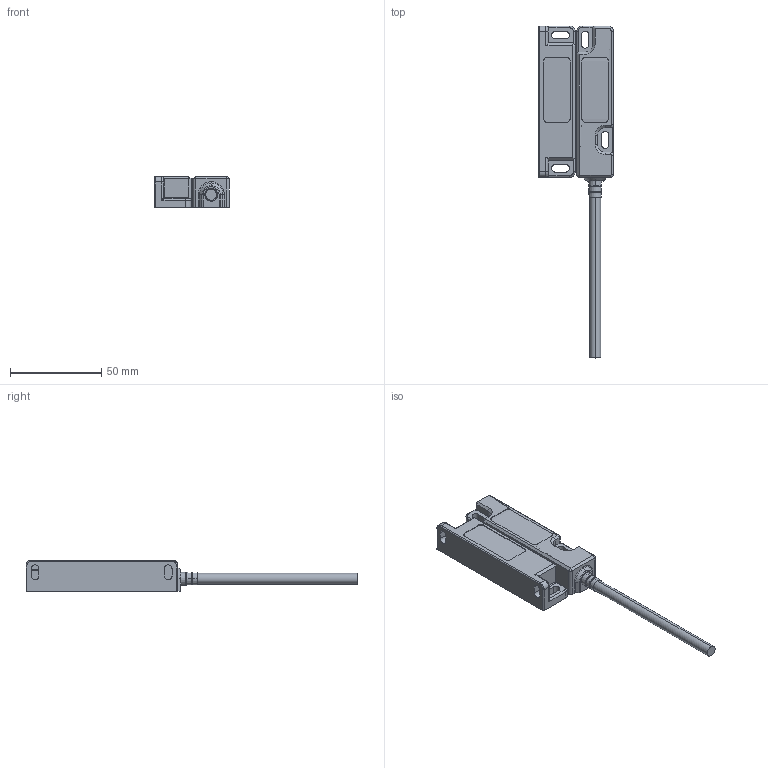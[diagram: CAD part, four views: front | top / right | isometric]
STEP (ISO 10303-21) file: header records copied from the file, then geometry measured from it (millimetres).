
FILE_DESCRIPTION (( 'STEP AP214' ), '1' );
FILE_NAME ('CPR-113008.step', '2017-09-27T13:23:43', ( '' ), ( '' ), 'SwSTEP 2.0', 'SolidWorks 2017', '' );
FILE_SCHEMA (( 'AUTOMOTIVE_DESIGN' ));
Length unit declared in the file: inch
Products named in the file (3): CPR-113008_1; CPR-113008_2; CPR-113008
Assembly tree (2 placements, depth 2):
  CPR-113008
    CPR-113008_1
    CPR-113008_2
Bounding box: 41 x 182.09 x 17 mm (x, y, z)
Volume: 53146.7 mm3; surface area: 16174.7 mm2
Topology: 4 solids, 4 shells, 194 faces, 483 edges, 295 vertices
Faces by surface type: plane 77, cylinder 69, bspline 30, cone 18
Entity records: 6447 total; most frequent: CARTESIAN_POINT 1739, DIRECTION 974, ORIENTED_EDGE 958, EDGE_CURVE 479, AXIS2_PLACEMENT_3D 354, VERTEX_POINT 295, VECTOR 266, LINE 266
